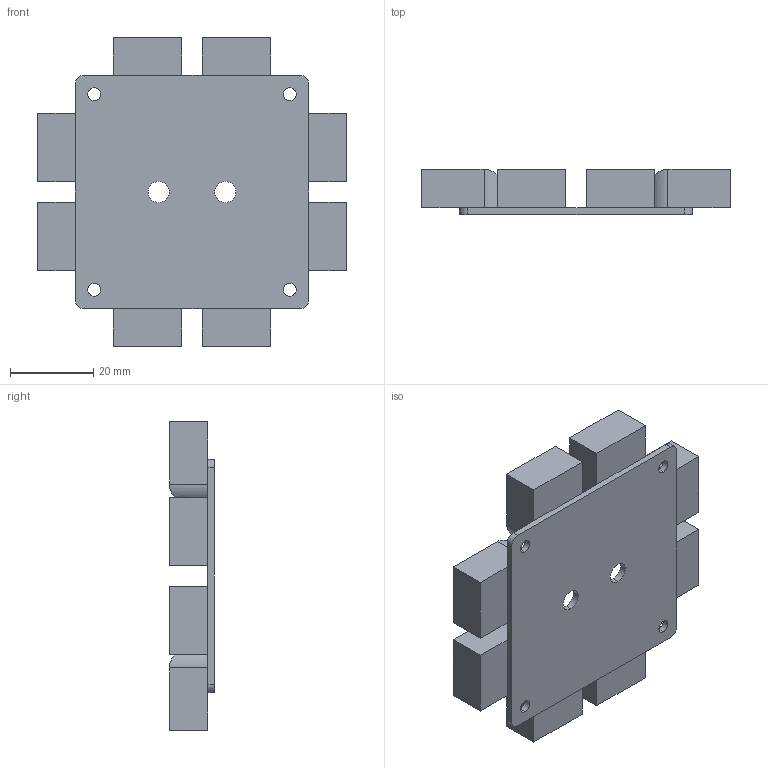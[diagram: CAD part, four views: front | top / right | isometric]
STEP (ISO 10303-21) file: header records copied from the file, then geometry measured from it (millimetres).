
FILE_DESCRIPTION (( 'STEP AP214' ), '1' );
FILE_NAME ('·Öµç°å.STEP', '2024-04-29T06:08:21', ( '' ), ( '' ), 'SwSTEP 2.0', 'SolidWorks 2022', '' );
FILE_SCHEMA (( 'AUTOMOTIVE_DESIGN' ));
Length unit declared in the file: millimetre
Products named in the file (1): 分电板
Bounding box: 74.2 x 10.8 x 74.2 mm (x, y, z)
Volume: 27737.3 mm3; surface area: 13767.2 mm2
Topology: 1 solids, 1 shells, 94 faces, 244 edges, 152 vertices
Faces by surface type: plane 54, cylinder 40
Entity records: 3670 total; most frequent: CARTESIAN_POINT 539, ORIENTED_EDGE 488, DIRECTION 466, EDGE_CURVE 244, VECTOR 180, LINE 180, VERTEX_POINT 152, AXIS2_PLACEMENT_3D 143
